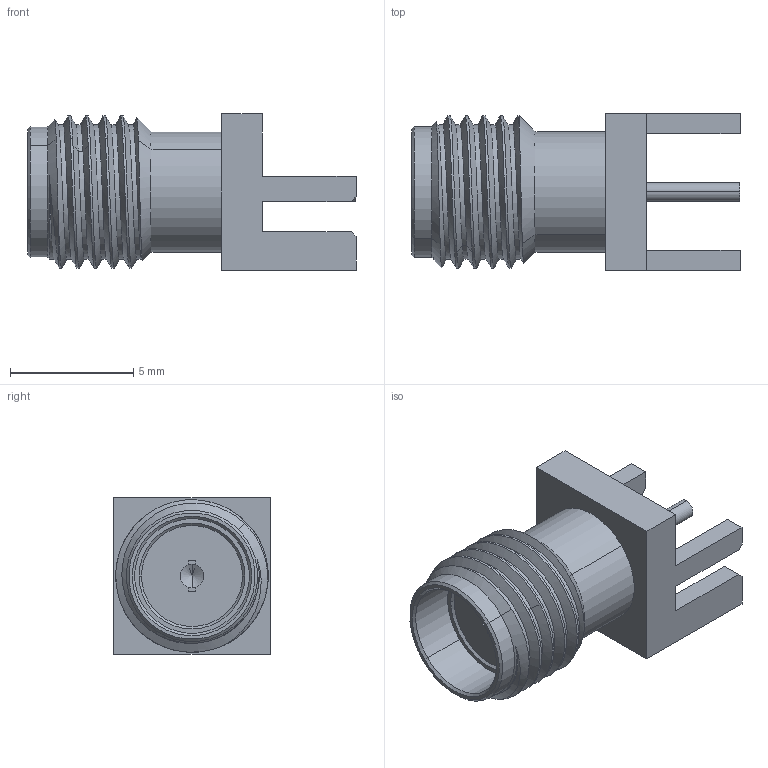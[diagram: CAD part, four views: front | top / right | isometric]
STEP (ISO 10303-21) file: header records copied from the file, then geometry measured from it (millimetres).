
FILE_DESCRIPTION((''),'2;1');
FILE_NAME('132323__','2020-05-19T10:31:11',('Krishnaprasath'),(''),'CREO PARAMETRIC BY PTC INC, 2019444','CREO PARAMETRIC BY PTC INC, 2019444','');
FILE_SCHEMA(('CONFIG_CONTROL_DESIGN'));
Length unit declared in the file: millimetre
Products named in the file (1): 132323__
Bounding box: 13.33 x 6.35 x 6.35 mm (x, y, z)
Volume: 226.1 mm3; surface area: 412.1 mm2
Topology: 1 solids, 1 shells, 78 faces, 199 edges, 127 vertices
Faces by surface type: plane 36, cylinder 22, cone 14, bspline 6
Entity records: 4711 total; most frequent: CARTESIAN_POINT 2828, ORIENTED_EDGE 394, DIRECTION 358, EDGE_CURVE 197, VERTEX_POINT 127, VECTOR 122, LINE 122, AXIS2_PLACEMENT_3D 118
